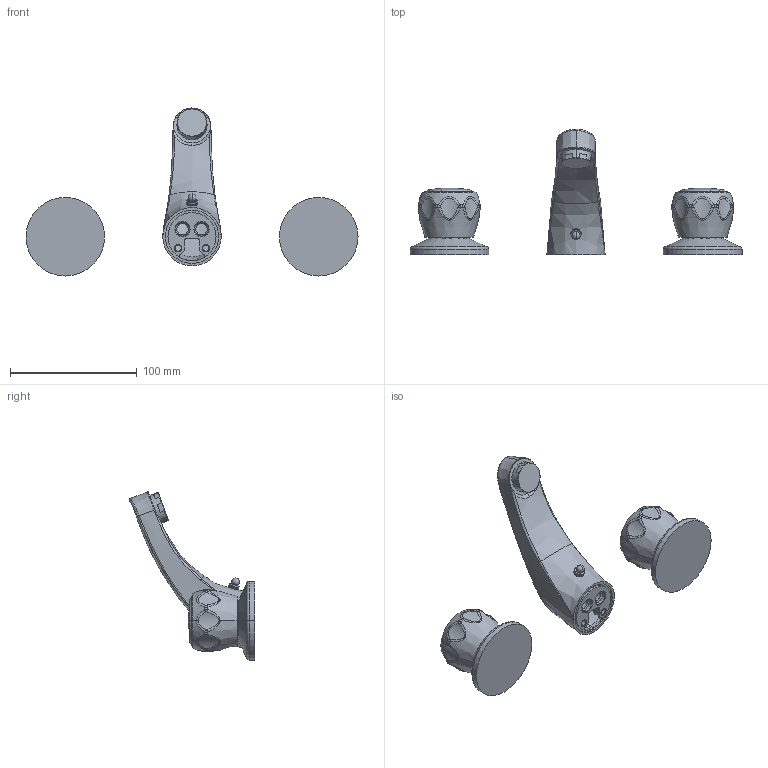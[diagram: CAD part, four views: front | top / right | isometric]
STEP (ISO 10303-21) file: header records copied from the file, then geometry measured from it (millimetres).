
FILE_DESCRIPTION((''),'2;1');
FILE_NAME('DA052CR','2021-11-09T12:52:50',('ut3'),('PAFFONI SpA'),'CREO PARAMETRIC BY PTC INC, 2020044','CREO PARAMETRIC BY PTC INC, 2020044','');
FILE_SCHEMA(('CONFIG_CONTROL_DESIGN','SHAPE_APPEARANCE_LAYERS_GROUPS'));
Length unit declared in the file: millimetre
Products named in the file (1): DA052CR
Bounding box: 262 x 98.75 x 132.6 mm (x, y, z)
Volume: 242028.6 mm3; surface area: 63265.8 mm2
Topology: 3 solids, 3 shells, 287 faces, 666 edges, 397 vertices
Faces by surface type: bspline 106, cylinder 62, plane 43, torus 38, cone 30, sphere 6, extrusion 2
Entity records: 22746 total; most frequent: CARTESIAN_POINT 14836, ORIENTED_EDGE 1320, DIRECTION 1070, EDGE_CURVE 660, AXIS2_PLACEMENT_3D 472, VERTEX_POINT 397, EDGE_LOOP 313, CIRCLE 293
